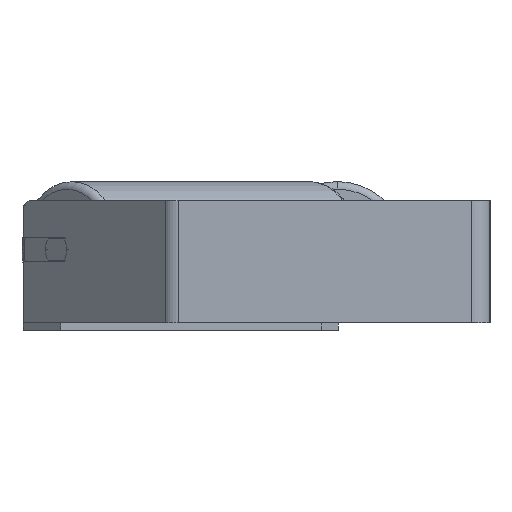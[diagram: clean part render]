
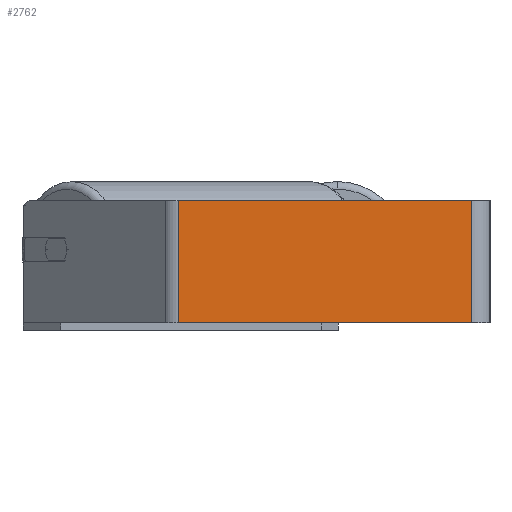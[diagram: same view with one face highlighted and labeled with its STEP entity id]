
A CAD part, left-side view. The second image highlights one B-rep face of the part: STEP entity #2762.
In plain terms, the highlighted planar face has unit normal (-1, 0, 0).
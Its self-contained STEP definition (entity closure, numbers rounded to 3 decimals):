
#143 = CARTESIAN_POINT ( 'NONE',  ( -400., 12., 40. ) ) ;
#294 = CARTESIAN_POINT ( 'NONE',  ( -400., 12., -40. ) ) ;
#1007 = EDGE_CURVE ( 'NONE', #6480, #8339, #8820, .T. ) ;
#1050 = ORIENTED_EDGE ( 'NONE', *, *, #1352, .F. ) ;
#1057 = EDGE_CURVE ( 'NONE', #8339, #1335, #1959, .T. ) ;
#1270 = DIRECTION ( 'NONE',  ( 1., 0., 0. ) ) ;
#1335 = VERTEX_POINT ( 'NONE', #294 ) ;
#1352 = EDGE_CURVE ( 'NONE', #6480, #8670, #6013, .T. ) ;
#1725 = DIRECTION ( 'NONE',  ( 0., -1., 0. ) ) ;
#1853 = CARTESIAN_POINT ( 'NONE',  ( -400., 209.039, 40. ) ) ;
#1959 = LINE ( 'NONE', #7522, #6000 ) ;
#2762 = ADVANCED_FACE ( 'NONE', ( #4802 ), #3443, .F. ) ;
#2801 = VECTOR ( 'NONE', #5261, 1000. ) ;
#3262 = DIRECTION ( 'NONE',  ( 0., 0., -1. ) ) ;
#3443 = PLANE ( 'NONE',  #6884 ) ;
#3837 = VECTOR ( 'NONE', #1725, 1000. ) ;
#4746 = EDGE_CURVE ( 'NONE', #8670, #1335, #6324, .T. ) ;
#4802 = FACE_OUTER_BOUND ( 'NONE', #6221, .T. ) ;
#4833 = DIRECTION ( 'NONE',  ( 0., -1., 0. ) ) ;
#5261 = DIRECTION ( 'NONE',  ( 0., 0., -1. ) ) ;
#5885 = ORIENTED_EDGE ( 'NONE', *, *, #1007, .T. ) ;
#6000 = VECTOR ( 'NONE', #4833, 1000. ) ;
#6013 = LINE ( 'NONE', #1853, #3837 ) ;
#6221 = EDGE_LOOP ( 'NONE', ( #7463, #8633, #1050, #5885 ) ) ;
#6224 = CARTESIAN_POINT ( 'NONE',  ( -400., 209.039, 40. ) ) ;
#6324 = LINE ( 'NONE', #143, #7927 ) ;
#6421 = CARTESIAN_POINT ( 'NONE',  ( -400., 12., 40. ) ) ;
#6480 = VERTEX_POINT ( 'NONE', #8458 ) ;
#6884 = AXIS2_PLACEMENT_3D ( 'NONE', #6224, #1270, #3262 ) ;
#7463 = ORIENTED_EDGE ( 'NONE', *, *, #1057, .T. ) ;
#7522 = CARTESIAN_POINT ( 'NONE',  ( -400., 209.039, -40. ) ) ;
#7927 = VECTOR ( 'NONE', #8620, 1000. ) ;
#8339 = VERTEX_POINT ( 'NONE', #8683 ) ;
#8458 = CARTESIAN_POINT ( 'NONE',  ( -400., 204.068, 40. ) ) ;
#8620 = DIRECTION ( 'NONE',  ( 0., 0., -1. ) ) ;
#8633 = ORIENTED_EDGE ( 'NONE', *, *, #4746, .F. ) ;
#8670 = VERTEX_POINT ( 'NONE', #6421 ) ;
#8683 = CARTESIAN_POINT ( 'NONE',  ( -400., 204.068, -40. ) ) ;
#8731 = CARTESIAN_POINT ( 'NONE',  ( -400., 204.068, 40. ) ) ;
#8820 = LINE ( 'NONE', #8731, #2801 ) ;
